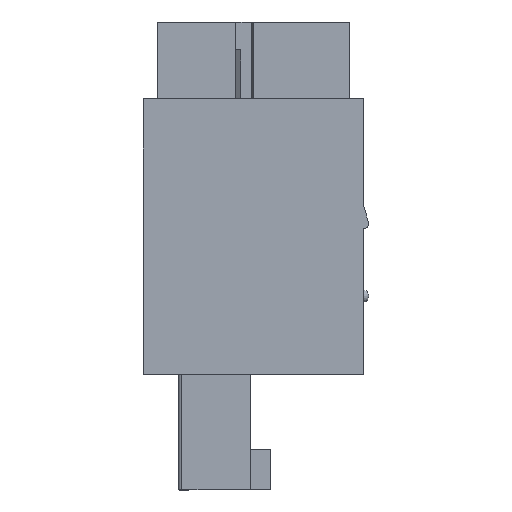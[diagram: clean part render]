
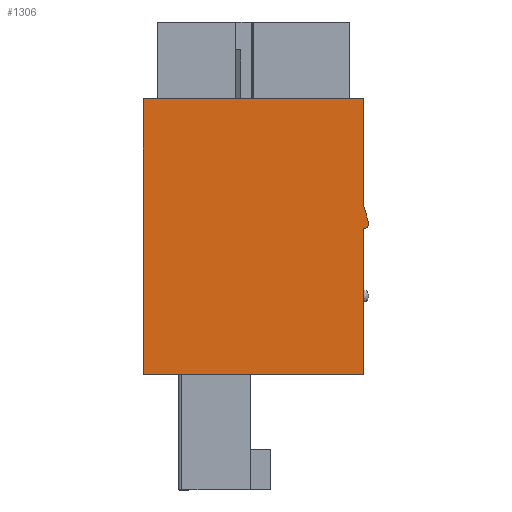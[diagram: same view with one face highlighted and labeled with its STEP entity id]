
A CAD part, left-side view. The second image highlights one B-rep face of the part: STEP entity #1306.
In plain terms, the highlighted planar face has unit normal (-1, 0, 0).
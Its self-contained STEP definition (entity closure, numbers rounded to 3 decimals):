
#1306 = ADVANCED_FACE( '', ( #2761 ), #2762, .F. );
#2761 = FACE_OUTER_BOUND( '', #4383, .T. );
#2762 = PLANE( '', #4384 );
#4383 = EDGE_LOOP( '', ( #8287, #8288, #8289, #8290, #8291, #8292, #8293 ) );
#4384 = AXIS2_PLACEMENT_3D( '', #8294, #8295, #8296 );
#8287 = ORIENTED_EDGE( '', *, *, #9994, .F. );
#8288 = ORIENTED_EDGE( '', *, *, #11555, .F. );
#8289 = ORIENTED_EDGE( '', *, *, #10078, .F. );
#8290 = ORIENTED_EDGE( '', *, *, #11472, .F. );
#8291 = ORIENTED_EDGE( '', *, *, #10675, .F. );
#8292 = ORIENTED_EDGE( '', *, *, #11504, .F. );
#8293 = ORIENTED_EDGE( '', *, *, #11548, .F. );
#8294 = CARTESIAN_POINT( '', ( -8.015, 0., 0. ) );
#8295 = DIRECTION( '', ( 1., 0., 0. ) );
#8296 = DIRECTION( '', ( 0., 0., -1. ) );
#9994 = EDGE_CURVE( '', #12036, #12038, #12039, .T. );
#10078 = EDGE_CURVE( '', #12183, #12185, #12186, .T. );
#10675 = EDGE_CURVE( '', #13208, #13210, #13211, .T. );
#11472 = EDGE_CURVE( '', #13210, #12183, #14345, .T. );
#11504 = EDGE_CURVE( '', #14384, #13208, #14385, .T. );
#11548 = EDGE_CURVE( '', #12038, #14384, #14440, .T. );
#11555 = EDGE_CURVE( '', #12185, #12036, #14447, .T. );
#12036 = VERTEX_POINT( '', #15026 );
#12038 = VERTEX_POINT( '', #15029 );
#12039 = LINE( '', #15030, #15031 );
#12183 = VERTEX_POINT( '', #15237 );
#12185 = VERTEX_POINT( '', #15240 );
#12186 = LINE( '', #15241, #15242 );
#13208 = VERTEX_POINT( '', #16755 );
#13210 = VERTEX_POINT( '', #16758 );
#13211 = LINE( '', #16759, #16760 );
#14345 = LINE( '', #18435, #18436 );
#14384 = VERTEX_POINT( '', #18492 );
#14385 = LINE( '', #18493, #18494 );
#14440 = LINE( '', #18576, #18577 );
#14447 = CIRCLE( '', #18586, 0.3 );
#15026 = CARTESIAN_POINT( '', ( -8.015, -6.3, 0.45 ) );
#15029 = CARTESIAN_POINT( '', ( -8.015, -6.3, -7.9 ) );
#15030 = CARTESIAN_POINT( '', ( -8.015, -6.3, 7.9 ) );
#15031 = VECTOR( '', #19154, 1000. );
#15237 = CARTESIAN_POINT( '', ( -8.015, -6.3, 1.85 ) );
#15240 = CARTESIAN_POINT( '', ( -8.015, -6.589, 0.832 ) );
#15241 = CARTESIAN_POINT( '', ( -8.015, -6.3, 1.85 ) );
#15242 = VECTOR( '', #19230, 1000. );
#16755 = CARTESIAN_POINT( '', ( -8.015, 6.3, 7.9 ) );
#16758 = CARTESIAN_POINT( '', ( -8.015, -6.3, 7.9 ) );
#16759 = CARTESIAN_POINT( '', ( -8.015, 6.3, 7.9 ) );
#16760 = VECTOR( '', #19823, 1000. );
#18435 = CARTESIAN_POINT( '', ( -8.015, -6.3, 7.9 ) );
#18436 = VECTOR( '', #20562, 1000. );
#18492 = CARTESIAN_POINT( '', ( -8.015, 6.3, -7.9 ) );
#18493 = CARTESIAN_POINT( '', ( -8.015, 6.3, -7.9 ) );
#18494 = VECTOR( '', #20592, 1000. );
#18576 = CARTESIAN_POINT( '', ( -8.015, -6.3, -7.9 ) );
#18577 = VECTOR( '', #20638, 1000. );
#18586 = AXIS2_PLACEMENT_3D( '', #20647, #20648, #20649 );
#19154 = DIRECTION( '', ( 0., 0., -1. ) );
#19230 = DIRECTION( '', ( 0., -0.273, -0.962 ) );
#19823 = DIRECTION( '', ( 0., -1., 0. ) );
#20562 = DIRECTION( '', ( 0., 0., -1. ) );
#20592 = DIRECTION( '', ( 0., 0., 1. ) );
#20638 = DIRECTION( '', ( 0., 1., 0. ) );
#20647 = CARTESIAN_POINT( '', ( -8.015, -6.3, 0.75 ) );
#20648 = DIRECTION( '', ( 1., 0., 0. ) );
#20649 = DIRECTION( '', ( 0., 1., 0. ) );
